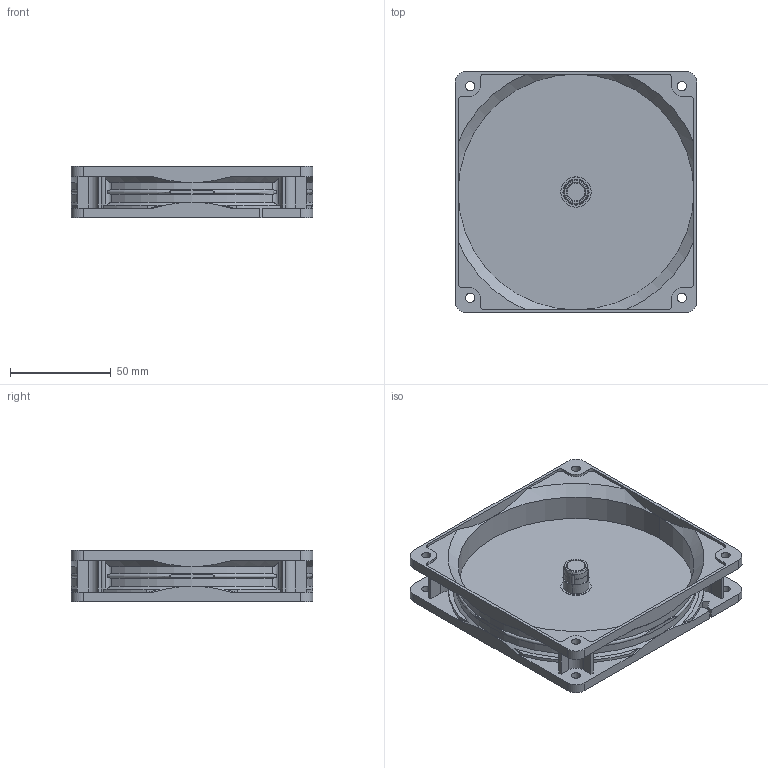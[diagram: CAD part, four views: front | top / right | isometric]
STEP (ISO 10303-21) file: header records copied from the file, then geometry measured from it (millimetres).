
FILE_DESCRIPTION((''),'2;1');
FILE_NAME('230FR12025A0039-01','2020-01-22T',('a000650'),(''),'PRO/ENGINEER BY PARAMETRIC TECHNOLOGY CORPORATION, 2008010','PRO/ENGINEER BY PARAMETRIC TECHNOLOGY CORPORATION, 2008010','');
FILE_SCHEMA(('CONFIG_CONTROL_DESIGN'));
Length unit declared in the file: millimetre
Products named in the file (1): 230FR12025A0039-01
Bounding box: 120 x 120 x 25.3 mm (x, y, z)
Volume: 110407.6 mm3; surface area: 55594.5 mm2
Topology: 1 solids, 1 shells, 325 faces, 911 edges, 600 vertices
Faces by surface type: plane 147, cylinder 131, cone 28, bspline 11, torus 8
Entity records: 12233 total; most frequent: CARTESIAN_POINT 3783, ORIENTED_EDGE 1822, DIRECTION 1731, EDGE_CURVE 911, AXIS2_PLACEMENT_3D 647, VERTEX_POINT 600, VECTOR 437, LINE 437
